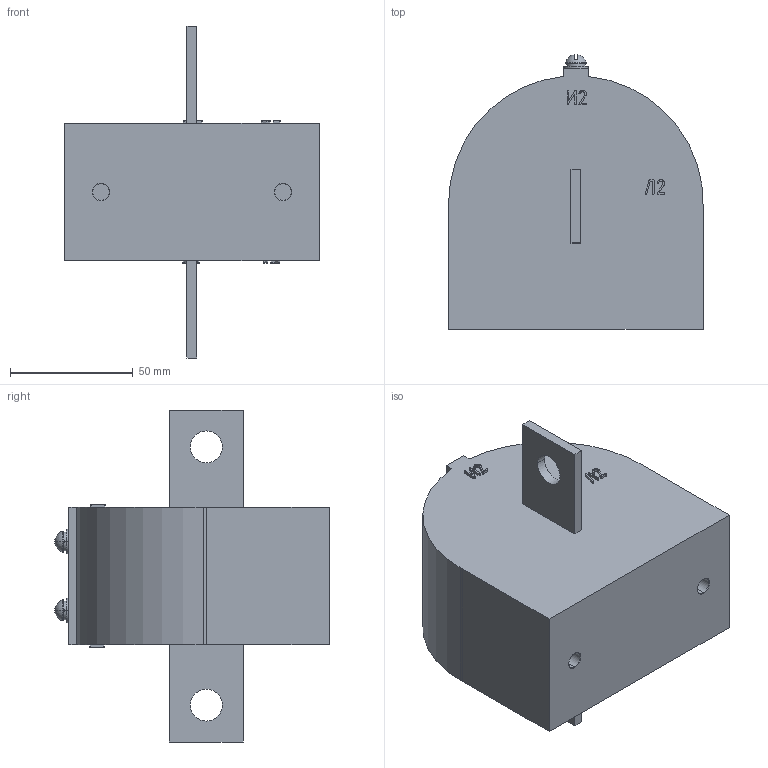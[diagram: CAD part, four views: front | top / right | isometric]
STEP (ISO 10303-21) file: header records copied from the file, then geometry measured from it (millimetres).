
FILE_DESCRIPTION (( 'STEP AP214' ), '1' );
FILE_NAME ('眣-0,66-疺冾 蠈嚦.STEP', '2023-07-30T21:39:11', ( '' ), ( '' ), 'SwSTEP 2.0', 'SolidWorks 2019', '' );
FILE_SCHEMA (( 'AUTOMOTIVE_DESIGN' ));
Length unit declared in the file: millimetre
Products named in the file (1): 眣-0,66-疺冾 蠈嚦
Bounding box: 103.61 x 111.66 x 135 mm (x, y, z)
Volume: 542290.1 mm3; surface area: 47710.1 mm2
Topology: 7 solids, 7 shells, 222 faces, 557 edges, 366 vertices
Faces by surface type: plane 97, bspline 74, cylinder 35, cone 8, torus 4, sphere 4
Entity records: 11205 total; most frequent: CARTESIAN_POINT 3772, ORIENTED_EDGE 1114, DIRECTION 801, EDGE_CURVE 557, VERTEX_POINT 366, LINE 299, VECTOR 299, AXIS2_PLACEMENT_3D 251
